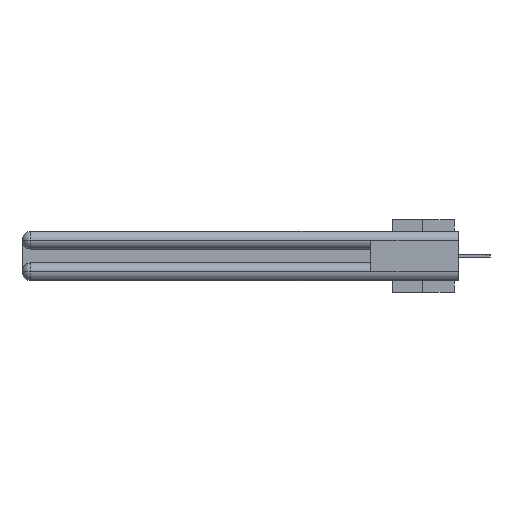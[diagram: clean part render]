
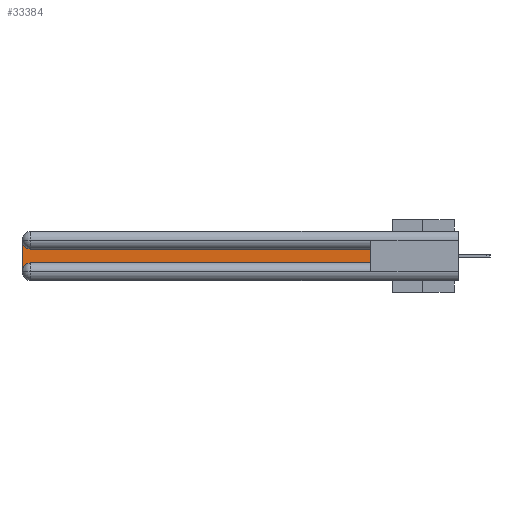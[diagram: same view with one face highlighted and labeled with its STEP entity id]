
A CAD part, left-side view. The second image highlights one B-rep face of the part: STEP entity #33384.
In plain terms, the highlighted planar face has unit normal (-1, 0, 0).
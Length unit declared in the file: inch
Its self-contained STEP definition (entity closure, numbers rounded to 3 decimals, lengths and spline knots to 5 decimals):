
#407 = ORIENTED_EDGE ( 'NONE', *, *, #35625, .T. ) ;
#617 = DIRECTION ( 'NONE',  ( 0., 0., -1. ) ) ;
#960 = FACE_OUTER_BOUND ( 'NONE', #33657, .T. ) ;
#2417 = AXIS2_PLACEMENT_3D ( 'NONE', #11498, #17641, #617 ) ;
#2957 = CARTESIAN_POINT ( 'NONE',  ( 0.075, 0.6, -0.1225 ) ) ;
#3231 = ORIENTED_EDGE ( 'NONE', *, *, #12517, .T. ) ;
#3462 = CARTESIAN_POINT ( 'NONE',  ( 0.075, 0.6, -0.2175 ) ) ;
#4195 = VERTEX_POINT ( 'NONE', #3462 ) ;
#4545 = VECTOR ( 'NONE', #10888, 39.37008 ) ;
#5496 = AXIS2_PLACEMENT_3D ( 'NONE', #31354, #25368, #33786 ) ;
#7362 = ORIENTED_EDGE ( 'NONE', *, *, #31729, .T. ) ;
#8318 = LINE ( 'NONE', #22876, #36852 ) ;
#9092 = CARTESIAN_POINT ( 'NONE',  ( 0.075, 3., -0.2775 ) ) ;
#9579 = DIRECTION ( 'NONE',  ( 0., 0., -1. ) ) ;
#10763 = AXIS2_PLACEMENT_3D ( 'NONE', #35180, #35002, #9579 ) ;
#10888 = DIRECTION ( 'NONE',  ( 0., 0., -1. ) ) ;
#11498 = CARTESIAN_POINT ( 'NONE',  ( 0.075, 2.94, -0.0625 ) ) ;
#12286 = VERTEX_POINT ( 'NONE', #35876 ) ;
#12404 = PLANE ( 'NONE',  #10763 ) ;
#12517 = EDGE_CURVE ( 'NONE', #30709, #17302, #28585, .T. ) ;
#14397 = DIRECTION ( 'NONE',  ( 0., 1., 0. ) ) ;
#14985 = CIRCLE ( 'NONE', #2417, 0.06 ) ;
#15106 = LINE ( 'NONE', #20715, #32285 ) ;
#17038 = LINE ( 'NONE', #36471, #4545 ) ;
#17302 = VERTEX_POINT ( 'NONE', #23736 ) ;
#17560 = CARTESIAN_POINT ( 'NONE',  ( 0.075, 2.94, -0.2175 ) ) ;
#17641 = DIRECTION ( 'NONE',  ( 1., 0., 0. ) ) ;
#20450 = ORIENTED_EDGE ( 'NONE', *, *, #34226, .T. ) ;
#20715 = CARTESIAN_POINT ( 'NONE',  ( 0.075, 0.6, -0.2175 ) ) ;
#21611 = CIRCLE ( 'NONE', #5496, 0.06 ) ;
#21902 = CARTESIAN_POINT ( 'NONE',  ( 0.075, 0.6, -0.1225 ) ) ;
#22876 = CARTESIAN_POINT ( 'NONE',  ( 0.075, 0.6, -0.2175 ) ) ;
#23698 = DIRECTION ( 'NONE',  ( 0., -1., 0. ) ) ;
#23736 = CARTESIAN_POINT ( 'NONE',  ( 0.075, 2.94, -0.1225 ) ) ;
#23981 = VERTEX_POINT ( 'NONE', #17560 ) ;
#25341 = ORIENTED_EDGE ( 'NONE', *, *, #30869, .T. ) ;
#25368 = DIRECTION ( 'NONE',  ( 1., 0., 0. ) ) ;
#26617 = EDGE_CURVE ( 'NONE', #17302, #12286, #14985, .T. ) ;
#27673 = ORIENTED_EDGE ( 'NONE', *, *, #26617, .T. ) ;
#28585 = LINE ( 'NONE', #2957, #36198 ) ;
#30709 = VERTEX_POINT ( 'NONE', #21902 ) ;
#30869 = EDGE_CURVE ( 'NONE', #12286, #34623, #17038, .T. ) ;
#31354 = CARTESIAN_POINT ( 'NONE',  ( 0.075, 2.94, -0.2775 ) ) ;
#31729 = EDGE_CURVE ( 'NONE', #4195, #30709, #8318, .T. ) ;
#32285 = VECTOR ( 'NONE', #23698, 39.37008 ) ;
#33384 = ADVANCED_FACE ( 'NONE', ( #960 ), #12404, .F. ) ;
#33657 = EDGE_LOOP ( 'NONE', ( #3231, #27673, #25341, #407, #20450, #7362 ) ) ;
#33786 = DIRECTION ( 'NONE',  ( 0., 0., -1. ) ) ;
#34226 = EDGE_CURVE ( 'NONE', #23981, #4195, #15106, .T. ) ;
#34623 = VERTEX_POINT ( 'NONE', #9092 ) ;
#35002 = DIRECTION ( 'NONE',  ( 1., 0., 0. ) ) ;
#35180 = CARTESIAN_POINT ( 'NONE',  ( 0.075, 3., -0.1225 ) ) ;
#35625 = EDGE_CURVE ( 'NONE', #34623, #23981, #21611, .T. ) ;
#35876 = CARTESIAN_POINT ( 'NONE',  ( 0.075, 3., -0.0625 ) ) ;
#36198 = VECTOR ( 'NONE', #14397, 39.37008 ) ;
#36471 = CARTESIAN_POINT ( 'NONE',  ( 0.075, 3., -0.2175 ) ) ;
#36705 = DIRECTION ( 'NONE',  ( 0., 0., 1. ) ) ;
#36852 = VECTOR ( 'NONE', #36705, 39.37008 ) ;
